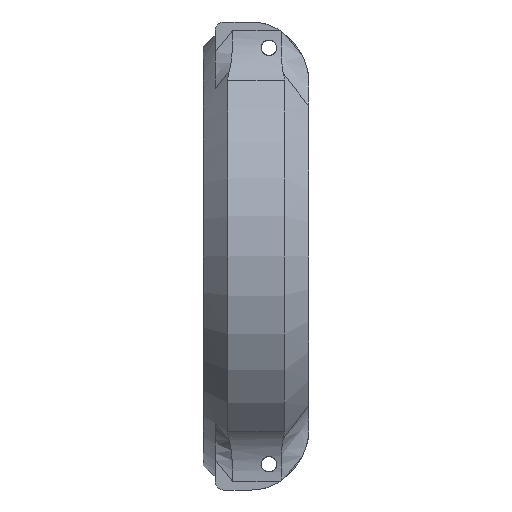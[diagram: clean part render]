
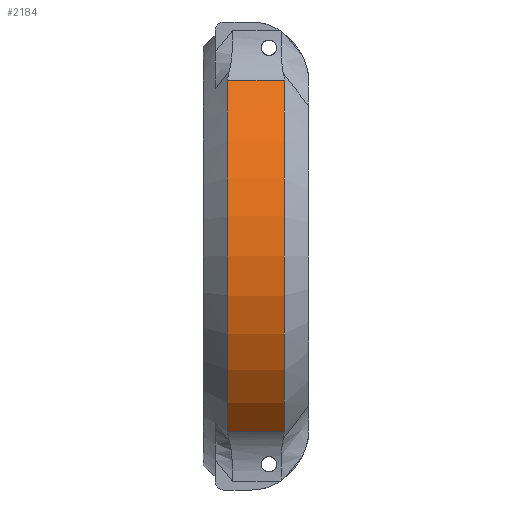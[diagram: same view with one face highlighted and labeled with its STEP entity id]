
A CAD part, left-side view. The second image highlights one B-rep face of the part: STEP entity #2184.
In plain terms, the highlighted cylindrical face has radius 22.73 mm (diameter 45.46 mm), a partial arc.
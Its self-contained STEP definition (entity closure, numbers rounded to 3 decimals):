
#274=FACE_OUTER_BOUND('',#394,.T.);
#394=EDGE_LOOP('',(#1980,#1981,#1982,#1983));
#557=LINE('',#4259,#717);
#561=LINE('',#4357,#721);
#717=VECTOR('',#2918,10.);
#721=VECTOR('',#2930,10.);
#789=CIRCLE('',#2332,22.73);
#809=CIRCLE('',#2380,22.73);
#971=VERTEX_POINT('',#3638);
#972=VERTEX_POINT('',#3643);
#1017=VERTEX_POINT('',#4058);
#1018=VERTEX_POINT('',#4063);
#1253=EDGE_CURVE('',#971,#972,#789,.T.);
#1335=EDGE_CURVE('',#1017,#1018,#809,.T.);
#1354=EDGE_CURVE('',#1018,#971,#557,.T.);
#1364=EDGE_CURVE('',#972,#1017,#561,.T.);
#1980=ORIENTED_EDGE('',*,*,#1364,.F.);
#1981=ORIENTED_EDGE('',*,*,#1253,.F.);
#1982=ORIENTED_EDGE('',*,*,#1354,.F.);
#1983=ORIENTED_EDGE('',*,*,#1335,.F.);
#2078=CYLINDRICAL_SURFACE('',#2392,22.73);
#2184=ADVANCED_FACE('',(#274),#2078,.T.);
#2332=AXIS2_PLACEMENT_3D('',#3644,#2770,#2771);
#2380=AXIS2_PLACEMENT_3D('',#4064,#2900,#2901);
#2392=AXIS2_PLACEMENT_3D('',#4358,#2931,#2932);
#2770=DIRECTION('center_axis',(0.,-1.,0.));
#2771=DIRECTION('ref_axis',(-1.,0.,0.));
#2900=DIRECTION('center_axis',(0.,1.,0.));
#2901=DIRECTION('ref_axis',(-1.,0.,0.));
#2918=DIRECTION('',(0.,-1.,0.));
#2930=DIRECTION('',(0.,1.,0.));
#2931=DIRECTION('center_axis',(0.,1.,0.));
#2932=DIRECTION('ref_axis',(-1.,0.,0.));
#3638=CARTESIAN_POINT('',(-15.008,2.4,17.071));
#3643=CARTESIAN_POINT('',(-15.008,2.4,-17.071));
#3644=CARTESIAN_POINT('Origin',(0.,2.4,0.));
#4058=CARTESIAN_POINT('',(-15.008,7.89,-17.071));
#4063=CARTESIAN_POINT('',(-15.008,7.89,17.071));
#4064=CARTESIAN_POINT('Origin',(0.,7.89,0.));
#4259=CARTESIAN_POINT('',(-15.008,0.,17.071));
#4357=CARTESIAN_POINT('',(-15.008,0.,-17.071));
#4358=CARTESIAN_POINT('Origin',(0.,0.,0.));
